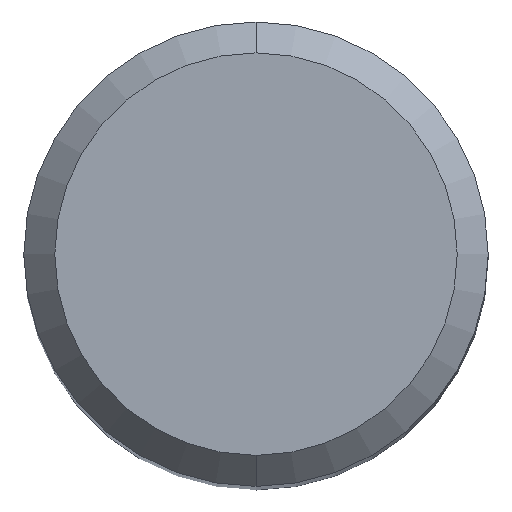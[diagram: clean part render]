
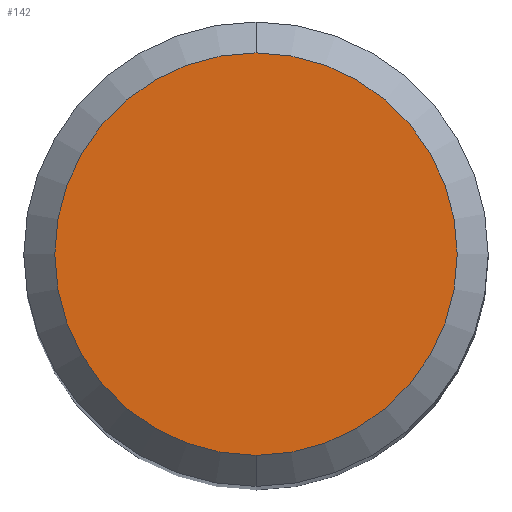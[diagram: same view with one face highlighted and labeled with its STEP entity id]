
A CAD part, top view. The second image highlights one B-rep face of the part: STEP entity #142.
In plain terms, the highlighted planar face has unit normal (0, 0, 1).
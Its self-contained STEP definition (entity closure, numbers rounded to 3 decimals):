
#142=ADVANCED_FACE('',(#321),#322,.T.);
#178=EDGE_CURVE('',#224,#188,#362,.T.);
#188=VERTEX_POINT('',#374);
#212=EDGE_CURVE('',#188,#224,#402,.T.);
#224=VERTEX_POINT('',#417);
#321=FACE_OUTER_BOUND('',#522,.T.);
#322=PLANE('',#523);
#362=CIRCLE('',#577,2.6);
#374=CARTESIAN_POINT('',(0.,-2.6,0.01));
#402=CIRCLE('',#628,2.6);
#417=CARTESIAN_POINT('',(0.0,2.6,0.01));
#522=EDGE_LOOP('',(#747,#748));
#523=AXIS2_PLACEMENT_3D('',#749,#750,#751);
#577=AXIS2_PLACEMENT_3D('',#795,#796,#797);
#628=AXIS2_PLACEMENT_3D('',#852,#853,#854);
#747=ORIENTED_EDGE('',*,*,#178,.F.);
#748=ORIENTED_EDGE('',*,*,#212,.F.);
#749=CARTESIAN_POINT('',(0.0,1.3,0.01));
#750=DIRECTION('',(-0.0,0.0,1.0));
#751=DIRECTION('',(0.0,-1.0,0.0));
#795=CARTESIAN_POINT('',(0.0,0.0,0.01));
#796=DIRECTION('',(0.0,0.0,-1.0));
#797=DIRECTION('',(0.0,1.0,0.0));
#852=CARTESIAN_POINT('',(0.0,0.0,0.01));
#853=DIRECTION('',(0.0,0.0,-1.0));
#854=DIRECTION('',(0.0,1.0,0.0));
